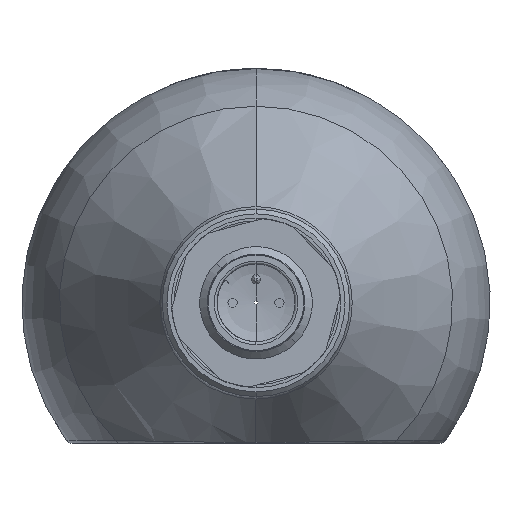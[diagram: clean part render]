
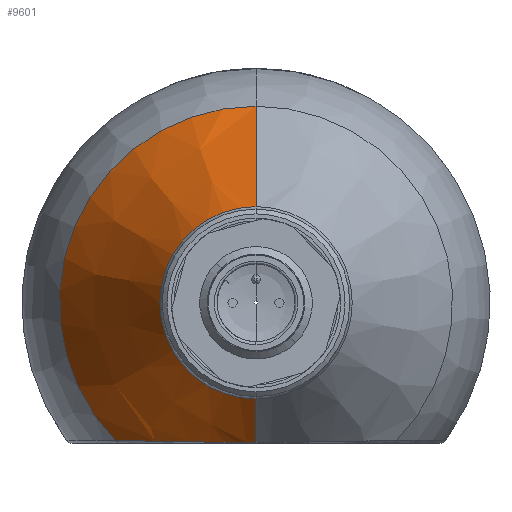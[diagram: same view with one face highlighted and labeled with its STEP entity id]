
A CAD part, front view. The second image highlights one B-rep face of the part: STEP entity #9601.
In plain terms, the highlighted conical face has half-angle 30 degrees and reference radius 25 mm.
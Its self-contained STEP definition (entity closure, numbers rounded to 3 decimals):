
#771 = CARTESIAN_POINT ( 'NONE',  ( -14.985, -261.981, -14.685 ) ) ;
#883 = VERTEX_POINT ( 'NONE', #771 ) ;
#987 = AXIS2_PLACEMENT_3D ( 'NONE', #1742, #4252, #1045 ) ;
#1045 = DIRECTION ( 'NONE',  ( 0., 0., 1. ) ) ;
#1051 = CARTESIAN_POINT ( 'NONE',  ( -13.986, -263.196, -14.702 ) ) ;
#1101 = VECTOR ( 'NONE', #3153, 1000. ) ;
#1692 = CARTESIAN_POINT ( 'NONE',  ( 0., -255.019, 0. ) ) ;
#1742 = CARTESIAN_POINT ( 'NONE',  ( 0., -261.981, 0. ) ) ;
#2021 = CIRCLE ( 'NONE', #987, 20.981 ) ;
#2374 = VERTEX_POINT ( 'NONE', #3340 ) ;
#2511 = CARTESIAN_POINT ( 'NONE',  ( -7.264, -269.749, -14.822 ) ) ;
#2563 = CARTESIAN_POINT ( 'NONE',  ( -14.985, -261.981, -14.685 ) ) ;
#2607 = DIRECTION ( 'NONE',  ( 0., 1., 0. ) ) ;
#2695 = B_SPLINE_CURVE_WITH_KNOTS ( 'NONE', 3,
 ( #2563, #1051, #4315, #3317, #9816, #7472, #2511, #5771, #5826, #9076, #6675, #2939, #8639, #8528, #5223, #6078, #5973, #3676 ),
 .UNSPECIFIED., .F., .F.,
 ( 4, 2, 2, 2, 2, 2, 2, 2, 4 ),
 ( 0., 0.005, 0.009, 0.012, 0.014, 0.015, 0.016, 0.018, 0.019 ),
 .UNSPECIFIED. ) ;
#2931 = CARTESIAN_POINT ( 'NONE',  ( 0., -280.536, 0. ) ) ;
#2939 = CARTESIAN_POINT ( 'NONE',  ( -3.107, -272.002, -14.878 ) ) ;
#3148 = VERTEX_POINT ( 'NONE', #7199 ) ;
#3153 = DIRECTION ( 'NONE',  ( 0., 0.866, -0.5 ) ) ;
#3317 = CARTESIAN_POINT ( 'NONE',  ( -10.815, -266.663, -14.759 ) ) ;
#3340 = CARTESIAN_POINT ( 'NONE',  ( 0., -272.525, -14.893 ) ) ;
#3577 = VERTEX_POINT ( 'NONE', #8605 ) ;
#3593 = AXIS2_PLACEMENT_3D ( 'NONE', #2931, #4407, #6180 ) ;
#3676 = CARTESIAN_POINT ( 'NONE',  ( 0., -272.525, -14.893 ) ) ;
#4090 = AXIS2_PLACEMENT_3D ( 'NONE', #1692, #2607, #6562 ) ;
#4232 = EDGE_CURVE ( 'NONE', #3148, #8277, #8192, .T. ) ;
#4252 = DIRECTION ( 'NONE',  ( 0., -1., 0. ) ) ;
#4315 = CARTESIAN_POINT ( 'NONE',  ( -12.96, -264.383, -14.72 ) ) ;
#4407 = DIRECTION ( 'NONE',  ( 0., 1., 0. ) ) ;
#4421 = CARTESIAN_POINT ( 'NONE',  ( 0., -280.536, 10.268 ) ) ;
#4487 = ORIENTED_EDGE ( 'NONE', *, *, #4232, .T. ) ;
#4615 = VECTOR ( 'NONE', #5515, 1000. ) ;
#4817 = EDGE_CURVE ( 'NONE', #883, #2374, #2695, .T. ) ;
#4849 = CARTESIAN_POINT ( 'NONE',  ( 0., -255.019, -25. ) ) ;
#5026 = ORIENTED_EDGE ( 'NONE', *, *, #10333, .T. ) ;
#5223 = CARTESIAN_POINT ( 'NONE',  ( -1.578, -272.396, -14.889 ) ) ;
#5409 = CARTESIAN_POINT ( 'NONE',  ( 0., -255.019, 25. ) ) ;
#5515 = DIRECTION ( 'NONE',  ( 0., 0.866, 0.5 ) ) ;
#5764 = FACE_OUTER_BOUND ( 'NONE', #9172, .T. ) ;
#5771 = CARTESIAN_POINT ( 'NONE',  ( -5.953, -270.64, -14.843 ) ) ;
#5826 = CARTESIAN_POINT ( 'NONE',  ( -5.276, -271.045, -14.853 ) ) ;
#5973 = CARTESIAN_POINT ( 'NONE',  ( -0.397, -272.525, -14.893 ) ) ;
#6071 = EDGE_CURVE ( 'NONE', #3148, #2374, #6561, .T. ) ;
#6078 = CARTESIAN_POINT ( 'NONE',  ( -0.796, -272.499, -14.892 ) ) ;
#6180 = DIRECTION ( 'NONE',  ( 0., 0., -1. ) ) ;
#6561 = LINE ( 'NONE', #4849, #1101 ) ;
#6562 = DIRECTION ( 'NONE',  ( 0., 0., 1. ) ) ;
#6574 = ORIENTED_EDGE ( 'NONE', *, *, #7076, .T. ) ;
#6675 = CARTESIAN_POINT ( 'NONE',  ( -3.85, -271.721, -14.871 ) ) ;
#7076 = EDGE_CURVE ( 'NONE', #3577, #883, #2021, .T. ) ;
#7199 = CARTESIAN_POINT ( 'NONE',  ( 0., -280.536, -10.268 ) ) ;
#7472 = CARTESIAN_POINT ( 'NONE',  ( -7.89, -269.267, -14.812 ) ) ;
#7474 = ORIENTED_EDGE ( 'NONE', *, *, #4817, .T. ) ;
#8192 = CIRCLE ( 'NONE', #3593, 10.268 ) ;
#8277 = VERTEX_POINT ( 'NONE', #4421 ) ;
#8482 = ORIENTED_EDGE ( 'NONE', *, *, #6071, .F. ) ;
#8528 = CARTESIAN_POINT ( 'NONE',  ( -1.964, -272.32, -14.887 ) ) ;
#8605 = CARTESIAN_POINT ( 'NONE',  ( 0., -261.981, 20.981 ) ) ;
#8639 = CARTESIAN_POINT ( 'NONE',  ( -2.728, -272.123, -14.882 ) ) ;
#8700 = CONICAL_SURFACE ( 'NONE', #4090, 25., 0.524 ) ;
#9076 = CARTESIAN_POINT ( 'NONE',  ( -4.212, -271.563, -14.867 ) ) ;
#9172 = EDGE_LOOP ( 'NONE', ( #8482, #4487, #5026, #6574, #7474 ) ) ;
#9469 = LINE ( 'NONE', #5409, #4615 ) ;
#9601 = ADVANCED_FACE ( 'NONE', ( #5764 ), #8700, .T. ) ;
#9816 = CARTESIAN_POINT ( 'NONE',  ( -9.697, -267.758, -14.78 ) ) ;
#10333 = EDGE_CURVE ( 'NONE', #8277, #3577, #9469, .T. ) ;
